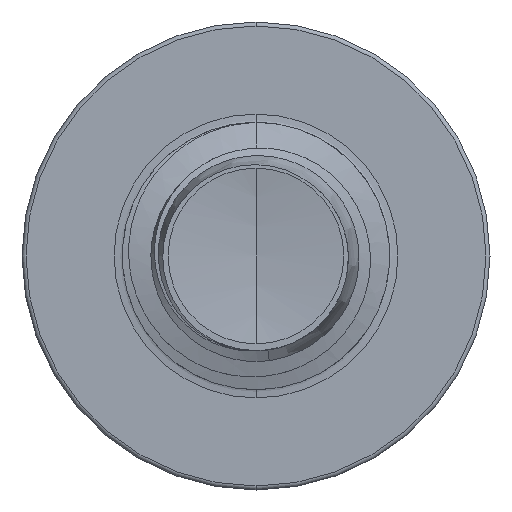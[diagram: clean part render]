
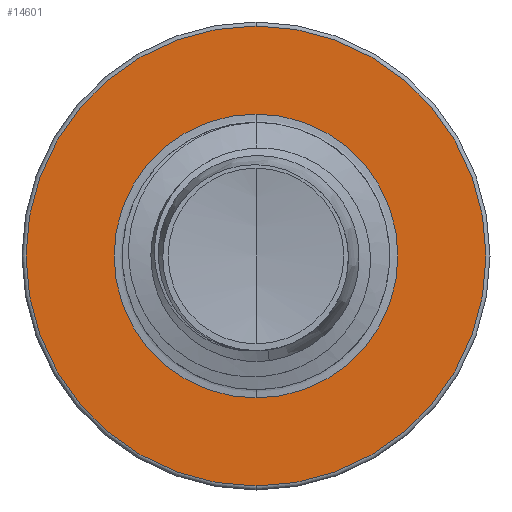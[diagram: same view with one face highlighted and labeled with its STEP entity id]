
A CAD part, front view. The second image highlights one B-rep face of the part: STEP entity #14601.
In plain terms, the highlighted planar face has unit normal (0, -1, 0).
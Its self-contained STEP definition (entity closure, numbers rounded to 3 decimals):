
#1158 = DIRECTION ( 'NONE',  ( 0., 0., 1. ) ) ;
#1187 = DIRECTION ( 'NONE',  ( 0., 1., 0. ) ) ;
#1223 = AXIS2_PLACEMENT_3D ( 'NONE', #1226, #1187, #1158 ) ;
#1226 = CARTESIAN_POINT ( 'NONE',  ( 0., 7., 0. ) ) ;
#1582 = AXIS2_PLACEMENT_3D ( 'NONE', #5464, #5432, #5403 ) ;
#1636 = VERTEX_POINT ( 'NONE', #8191 ) ;
#1863 = DIRECTION ( 'NONE',  ( 0., 0., 1. ) ) ;
#1887 = DIRECTION ( 'NONE',  ( 0., 1., 0. ) ) ;
#1923 = CARTESIAN_POINT ( 'NONE',  ( 0., 7., 0. ) ) ;
#2583 = EDGE_CURVE ( 'NONE', #15986, #14054, #3104, .T. ) ;
#3104 = CIRCLE ( 'NONE', #8691, 3.186 ) ;
#5403 = DIRECTION ( 'NONE',  ( 0., 0., 1. ) ) ;
#5432 = DIRECTION ( 'NONE',  ( 0., 1., 0. ) ) ;
#5464 = CARTESIAN_POINT ( 'NONE',  ( 0., 7., 0. ) ) ;
#6097 = CIRCLE ( 'NONE', #1582, 3.186 ) ;
#6179 = EDGE_LOOP ( 'NONE', ( #18422, #18498 ) ) ;
#6578 = CARTESIAN_POINT ( 'NONE',  ( 0., 7., 3.186 ) ) ;
#6654 = CIRCLE ( 'NONE', #1223, 5.16 ) ;
#8191 = CARTESIAN_POINT ( 'NONE',  ( 0., 7., 5.16 ) ) ;
#8445 = FACE_BOUND ( 'NONE', #18458, .T. ) ;
#8691 = AXIS2_PLACEMENT_3D ( 'NONE', #1923, #1887, #1863 ) ;
#10476 = CARTESIAN_POINT ( 'NONE',  ( 0., 7., -5.16 ) ) ;
#10838 = DIRECTION ( 'NONE',  ( 0., 0., 1. ) ) ;
#10862 = DIRECTION ( 'NONE',  ( 0., 1., 0. ) ) ;
#10895 = CARTESIAN_POINT ( 'NONE',  ( 0., 7., 0. ) ) ;
#11561 = CIRCLE ( 'NONE', #16814, 5.16 ) ;
#12098 = EDGE_CURVE ( 'NONE', #18377, #1636, #11561, .T. ) ;
#13697 = FACE_OUTER_BOUND ( 'NONE', #6179, .T. ) ;
#14054 = VERTEX_POINT ( 'NONE', #17566 ) ;
#14601 = ADVANCED_FACE ( 'NONE', ( #13697, #8445 ), #14933, .F. ) ;
#14808 = DIRECTION ( 'NONE',  ( 0., 0., 1. ) ) ;
#14819 = DIRECTION ( 'NONE',  ( 0., 1., 0. ) ) ;
#14933 = PLANE ( 'NONE',  #18069 ) ;
#14986 = CARTESIAN_POINT ( 'NONE',  ( 0., 7., -3.186 ) ) ;
#15986 = VERTEX_POINT ( 'NONE', #6578 ) ;
#16060 = EDGE_CURVE ( 'NONE', #14054, #15986, #6097, .T. ) ;
#16814 = AXIS2_PLACEMENT_3D ( 'NONE', #10895, #10862, #10838 ) ;
#17566 = CARTESIAN_POINT ( 'NONE',  ( 0., 7., -3.186 ) ) ;
#18069 = AXIS2_PLACEMENT_3D ( 'NONE', #14986, #14819, #14808 ) ;
#18241 = EDGE_CURVE ( 'NONE', #1636, #18377, #6654, .T. ) ;
#18377 = VERTEX_POINT ( 'NONE', #10476 ) ;
#18422 = ORIENTED_EDGE ( 'NONE', *, *, #18241, .F. ) ;
#18453 = ORIENTED_EDGE ( 'NONE', *, *, #2583, .T. ) ;
#18458 = EDGE_LOOP ( 'NONE', ( #18453, #18482 ) ) ;
#18482 = ORIENTED_EDGE ( 'NONE', *, *, #16060, .T. ) ;
#18498 = ORIENTED_EDGE ( 'NONE', *, *, #12098, .F. ) ;
